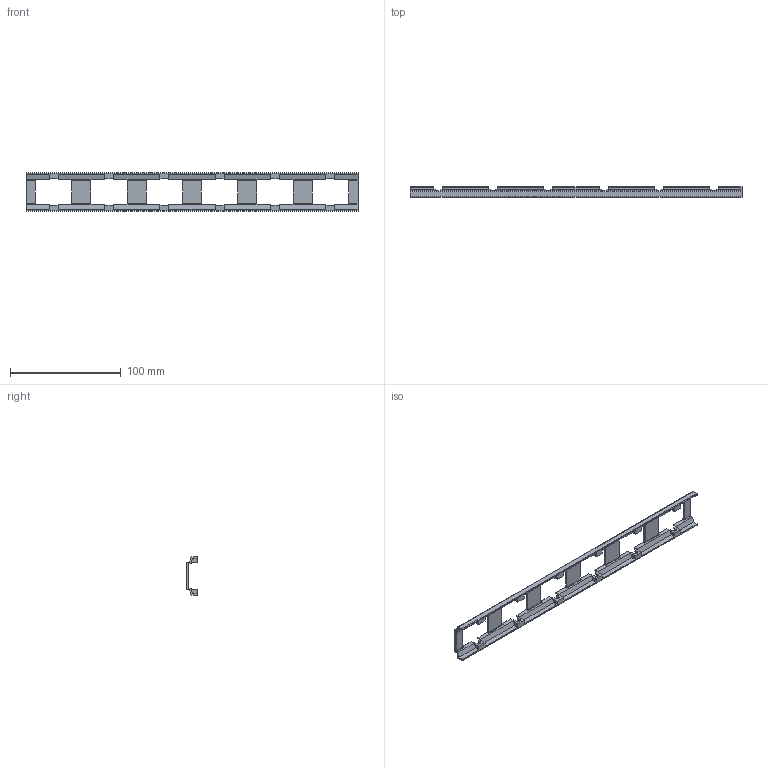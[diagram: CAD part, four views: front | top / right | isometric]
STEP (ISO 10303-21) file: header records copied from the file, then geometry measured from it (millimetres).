
FILE_DESCRIPTION(('STEP AP214'),'1');
FILE_NAME('cctmp_9F1DE83E-9C83-4FC3-825F-272FA8630FFC_2023_11_21_08_45_42_0660_16380..stp','2023-11-21T07:45:42',('Bosch Rexroth AG'),('CADClick - www.CADClick.com'),'Spatial InterOp 3D',' ','unknown authorization - (Healing Option Enabled)');
FILE_SCHEMA(('AUTOMOTIVE_DESIGN'));
Length unit declared in the file: millimetre
Products named in the file (1): 2023_11_21_08_45_42_0629
Bounding box: 300 x 9.5 x 35 mm (x, y, z)
Volume: 15131.9 mm3; surface area: 22220.3 mm2
Topology: 1 solids, 1 shells, 278 faces, 840 edges, 552 vertices
Faces by surface type: plane 186, cylinder 92
Entity records: 11864 total; most frequent: CARTESIAN_POINT 2031, ORIENTED_EDGE 1680, DIRECTION 1486, EDGE_CURVE 840, LINE 656, VECTOR 656, VERTEX_POINT 552, AXIS2_PLACEMENT_3D 415
